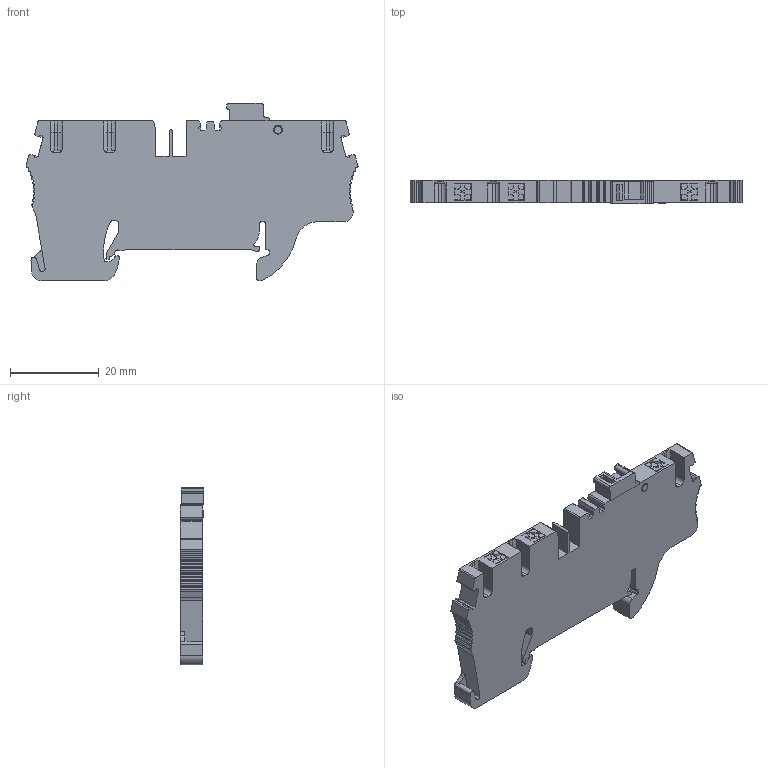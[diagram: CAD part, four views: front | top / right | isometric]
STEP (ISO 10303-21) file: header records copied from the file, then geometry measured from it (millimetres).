
FILE_DESCRIPTION(/* description */ ('Unknown'),/* implementation_level */ '2;1');
FILE_NAME(/* name */ 'PQK2.5-1X2_3D_SOLID',/* time_stamp */ '2025-03-27T15:06:01+06:00',/* author */ ('Unknown'),/* organization */ ('Unknown'),/* preprocessor_version */ 'ST-DEVELOPER v16.7',/* originating_system */ 'Solid Edge',/* authorisation */ 'Unknown');
FILE_SCHEMA (('AP203_CONFIGURATION_CONTROLLED_3D_DESIGN_OF_MECHANICAL_PARTS_AND_ASSEMBLIES_MIM_LF { 1 0 10303 203 3 1 4 }','TECHNICAL_DATA_PACKAGING','AUTOMOTIVE_DESIGN {1 0 10303 214 3 1 1}'));
Length unit declared in the file: millimetre
Products named in the file (1): PQK2.5-1X2_3D_SOLID
Bounding box: 74.74 x 5.25 x 40 mm (x, y, z)
Volume: 10116.2 mm3; surface area: 6087.4 mm2
Topology: 1 solids, 1 shells, 438 faces, 1255 edges, 834 vertices
Faces by surface type: plane 266, cylinder 162, cone 10
Entity records: 17438 total; most frequent: CARTESIAN_POINT 2590, ORIENTED_EDGE 2508, DIRECTION 2447, EDGE_CURVE 1254, LINE 897, VECTOR 897, VERTEX_POINT 834, AXIS2_PLACEMENT_3D 775
